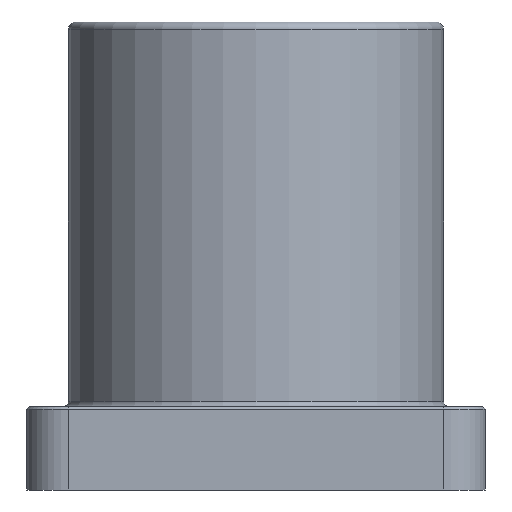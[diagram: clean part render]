
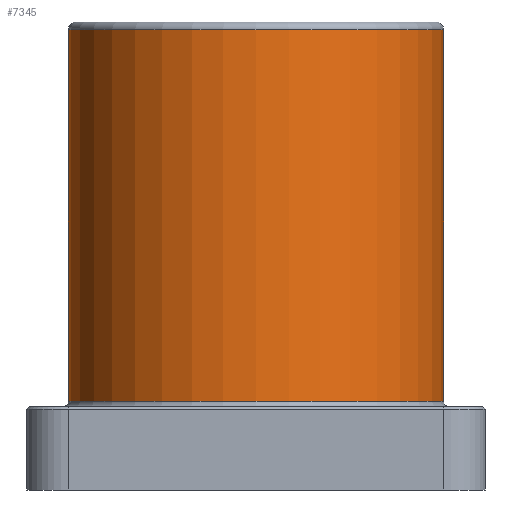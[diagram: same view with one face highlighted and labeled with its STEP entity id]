
A CAD part, left-side view. The second image highlights one B-rep face of the part: STEP entity #7345.
In plain terms, the highlighted cylindrical face has radius 28.575 mm (diameter 57.15 mm), a partial arc.
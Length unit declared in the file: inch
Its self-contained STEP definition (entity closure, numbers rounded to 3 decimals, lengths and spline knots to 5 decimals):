
#10 = EDGE_CURVE ( 'NONE', #4944, #2322, #941, .T. ) ;
#284 = EDGE_LOOP ( 'NONE', ( #4524, #7471, #1000, #6350 ) ) ;
#331 = CARTESIAN_POINT ( 'NONE',  ( 0., 0., 0.531 ) ) ;
#773 = CARTESIAN_POINT ( 'NONE',  ( 0., -1.125, -0.03 ) ) ;
#941 = LINE ( 'NONE', #1467, #1975 ) ;
#949 = CARTESIAN_POINT ( 'NONE',  ( 0., 0., 2.762 ) ) ;
#960 = LINE ( 'NONE', #773, #7887 ) ;
#1000 = ORIENTED_EDGE ( 'NONE', *, *, #10, .T. ) ;
#1467 = CARTESIAN_POINT ( 'NONE',  ( 0., 1.125, -0.03 ) ) ;
#1546 = AXIS2_PLACEMENT_3D ( 'NONE', #331, #2862, #7813 ) ;
#1570 = DIRECTION ( 'NONE',  ( 0., 0., -1. ) ) ;
#1633 = CARTESIAN_POINT ( 'NONE',  ( 0., 1.125, 0.531 ) ) ;
#1676 = DIRECTION ( 'NONE',  ( 0., -1., 0. ) ) ;
#1692 = EDGE_CURVE ( 'NONE', #2322, #3081, #5543, .T. ) ;
#1975 = VECTOR ( 'NONE', #6015, 39.37008 ) ;
#2013 = CARTESIAN_POINT ( 'NONE',  ( 0., -1.125, 0.531 ) ) ;
#2197 = CARTESIAN_POINT ( 'NONE',  ( 0., -1.125, 2.762 ) ) ;
#2322 = VERTEX_POINT ( 'NONE', #1633 ) ;
#2372 = AXIS2_PLACEMENT_3D ( 'NONE', #5449, #4061, #2813 ) ;
#2813 = DIRECTION ( 'NONE',  ( 0., 1., 0. ) ) ;
#2862 = DIRECTION ( 'NONE',  ( 0., 0., 1. ) ) ;
#3081 = VERTEX_POINT ( 'NONE', #2013 ) ;
#4061 = DIRECTION ( 'NONE',  ( 0., 0., -1. ) ) ;
#4133 = CARTESIAN_POINT ( 'NONE',  ( 0., 1.125, 2.762 ) ) ;
#4524 = ORIENTED_EDGE ( 'NONE', *, *, #6332, .F. ) ;
#4944 = VERTEX_POINT ( 'NONE', #4133 ) ;
#5399 = FACE_OUTER_BOUND ( 'NONE', #284, .T. ) ;
#5449 = CARTESIAN_POINT ( 'NONE',  ( 0., 0., -0.03 ) ) ;
#5474 = DIRECTION ( 'NONE',  ( 0., 0., -1. ) ) ;
#5543 = CIRCLE ( 'NONE', #1546, 1.125 ) ;
#5548 = CIRCLE ( 'NONE', #6910, 1.125 ) ;
#6004 = CYLINDRICAL_SURFACE ( 'NONE', #2372, 1.125 ) ;
#6015 = DIRECTION ( 'NONE',  ( 0., 0., -1. ) ) ;
#6332 = EDGE_CURVE ( 'NONE', #7383, #3081, #960, .T. ) ;
#6350 = ORIENTED_EDGE ( 'NONE', *, *, #1692, .T. ) ;
#6910 = AXIS2_PLACEMENT_3D ( 'NONE', #949, #5474, #1676 ) ;
#7345 = ADVANCED_FACE ( 'NONE', ( #5399 ), #6004, .T. ) ;
#7383 = VERTEX_POINT ( 'NONE', #2197 ) ;
#7471 = ORIENTED_EDGE ( 'NONE', *, *, #7550, .T. ) ;
#7550 = EDGE_CURVE ( 'NONE', #7383, #4944, #5548, .T. ) ;
#7813 = DIRECTION ( 'NONE',  ( 0., -1., 0. ) ) ;
#7887 = VECTOR ( 'NONE', #1570, 39.37008 ) ;
